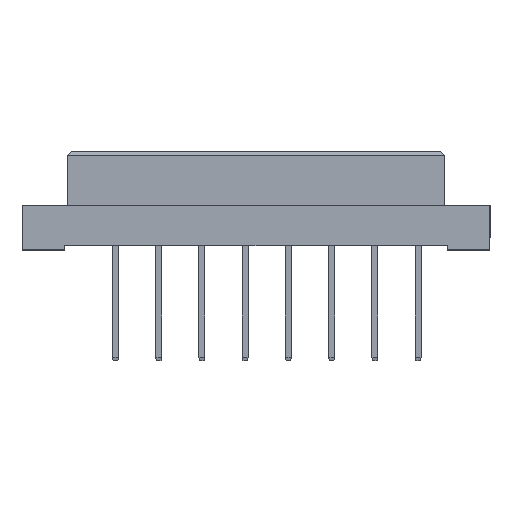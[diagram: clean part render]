
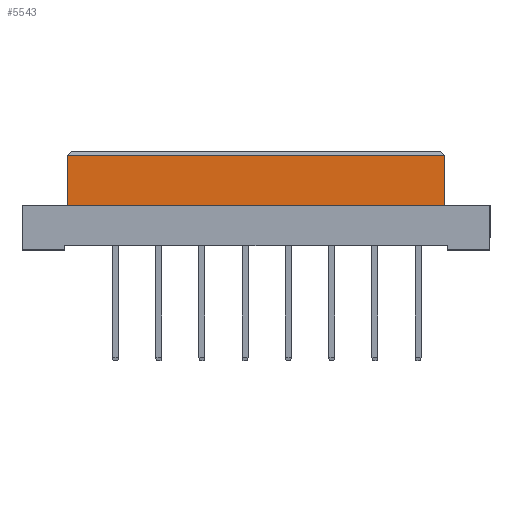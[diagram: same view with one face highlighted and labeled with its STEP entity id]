
A CAD part, top view. The second image highlights one B-rep face of the part: STEP entity #5543.
In plain terms, the highlighted planar face has unit normal (0, 0, 1).
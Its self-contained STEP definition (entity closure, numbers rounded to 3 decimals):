
#1275 = CARTESIAN_POINT ( 'NONE',  ( -22.2, -0.5, 4.25 ) ) ;
#2409 = FACE_OUTER_BOUND ( 'NONE', #10804, .T. ) ;
#4795 = DIRECTION ( 'NONE',  ( 0., 1., 0. ) ) ;
#5543 = ADVANCED_FACE ( 'NONE', ( #2409 ), #9161, .T. ) ;
#6463 = CARTESIAN_POINT ( 'NONE',  ( 22.2, -6.4, 4.25 ) ) ;
#6541 = LINE ( 'NONE', #6645, #7619 ) ;
#6645 = CARTESIAN_POINT ( 'NONE',  ( -22.2, -6.4, 4.25 ) ) ;
#6835 = EDGE_CURVE ( 'NONE', #17300, #11706, #8153, .T. ) ;
#7034 = CARTESIAN_POINT ( 'NONE',  ( 22.2, -6.4, 4.25 ) ) ;
#7334 = DIRECTION ( 'NONE',  ( -1., 0., 0. ) ) ;
#7619 = VECTOR ( 'NONE', #17727, 1000. ) ;
#8153 = LINE ( 'NONE', #14413, #18569 ) ;
#9001 = CARTESIAN_POINT ( 'NONE',  ( -22.2, -0.5, 4.25 ) ) ;
#9073 = EDGE_CURVE ( 'NONE', #11706, #14298, #17123, .T. ) ;
#9127 = CARTESIAN_POINT ( 'NONE',  ( -22.2, -6.4, 4.25 ) ) ;
#9161 = PLANE ( 'NONE',  #18684 ) ;
#9314 = EDGE_CURVE ( 'NONE', #17300, #19043, #6541, .T. ) ;
#10804 = EDGE_LOOP ( 'NONE', ( #19609, #19368, #17508, #11737 ) ) ;
#10861 = CARTESIAN_POINT ( 'NONE',  ( 22.2, -6.4, 4.25 ) ) ;
#11024 = EDGE_CURVE ( 'NONE', #14298, #19043, #12868, .T. ) ;
#11706 = VERTEX_POINT ( 'NONE', #6463 ) ;
#11737 = ORIENTED_EDGE ( 'NONE', *, *, #6835, .T. ) ;
#12868 = LINE ( 'NONE', #1275, #17630 ) ;
#13668 = DIRECTION ( 'NONE',  ( 1., 0., 0. ) ) ;
#14298 = VERTEX_POINT ( 'NONE', #15673 ) ;
#14413 = CARTESIAN_POINT ( 'NONE',  ( 22.2, -6.4, 4.25 ) ) ;
#15413 = DIRECTION ( 'NONE',  ( 0., 0., 1. ) ) ;
#15673 = CARTESIAN_POINT ( 'NONE',  ( 22.2, -0.5, 4.25 ) ) ;
#17123 = LINE ( 'NONE', #10861, #17764 ) ;
#17191 = DIRECTION ( 'NONE',  ( 1., 0., 0. ) ) ;
#17300 = VERTEX_POINT ( 'NONE', #9127 ) ;
#17508 = ORIENTED_EDGE ( 'NONE', *, *, #9314, .F. ) ;
#17630 = VECTOR ( 'NONE', #7334, 1000. ) ;
#17727 = DIRECTION ( 'NONE',  ( 0., 1., 0. ) ) ;
#17764 = VECTOR ( 'NONE', #4795, 1000. ) ;
#18569 = VECTOR ( 'NONE', #17191, 1000. ) ;
#18684 = AXIS2_PLACEMENT_3D ( 'NONE', #7034, #15413, #13668 ) ;
#19043 = VERTEX_POINT ( 'NONE', #9001 ) ;
#19368 = ORIENTED_EDGE ( 'NONE', *, *, #11024, .T. ) ;
#19609 = ORIENTED_EDGE ( 'NONE', *, *, #9073, .T. ) ;
